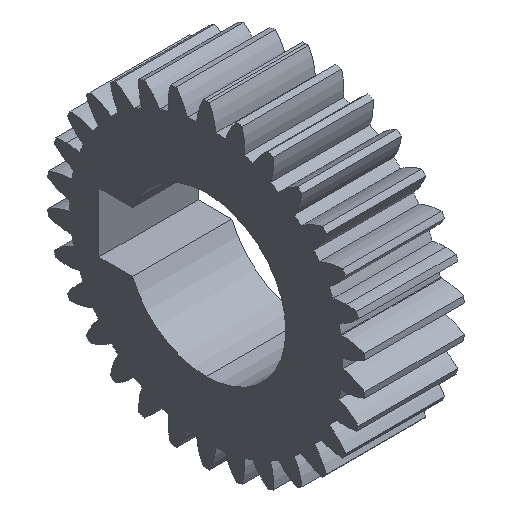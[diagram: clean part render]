
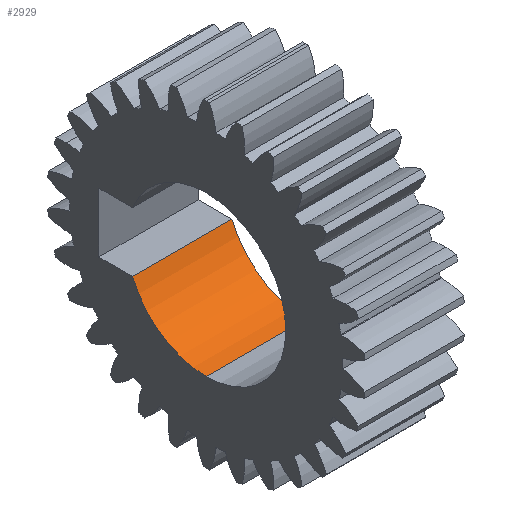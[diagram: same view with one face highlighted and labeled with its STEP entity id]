
A CAD part, isometric view. The second image highlights one B-rep face of the part: STEP entity #2929.
In plain terms, the highlighted cylindrical face has radius 4 mm (diameter 8 mm), a partial arc.
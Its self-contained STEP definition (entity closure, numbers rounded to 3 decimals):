
#105 = CIRCLE ( 'NONE', #2729, 4. ) ;
#344 = LINE ( 'NONE', #2131, #870 ) ;
#542 = DIRECTION ( 'NONE',  ( -1., 0., 0. ) ) ;
#718 = VECTOR ( 'NONE', #1126, 1000. ) ;
#870 = VECTOR ( 'NONE', #2555, 1000. ) ;
#1000 = AXIS2_PLACEMENT_3D ( 'NONE', #4290, #2512, #2885 ) ;
#1126 = DIRECTION ( 'NONE',  ( -1., 0., 0. ) ) ;
#1227 = CARTESIAN_POINT ( 'NONE',  ( 50., 0., 0. ) ) ;
#1237 = ORIENTED_EDGE ( 'NONE', *, *, #2306, .T. ) ;
#1267 = CARTESIAN_POINT ( 'NONE',  ( 5., 3.708, -1.5 ) ) ;
#1350 = VERTEX_POINT ( 'NONE', #3113 ) ;
#1381 = DIRECTION ( 'NONE',  ( -1., 0., 0. ) ) ;
#1585 = CARTESIAN_POINT ( 'NONE',  ( 0., 0., -4. ) ) ;
#1734 = DIRECTION ( 'NONE',  ( 0., 0., -1. ) ) ;
#1746 = ORIENTED_EDGE ( 'NONE', *, *, #4051, .T. ) ;
#2059 = AXIS2_PLACEMENT_3D ( 'NONE', #1227, #542, #2664 ) ;
#2131 = CARTESIAN_POINT ( 'NONE',  ( 50., 3.708, -1.5 ) ) ;
#2186 = CARTESIAN_POINT ( 'NONE',  ( 50., 0., -4. ) ) ;
#2202 = VERTEX_POINT ( 'NONE', #1267 ) ;
#2203 = LINE ( 'NONE', #2186, #718 ) ;
#2306 = EDGE_CURVE ( 'NONE', #1350, #4149, #105, .T. ) ;
#2357 = EDGE_CURVE ( 'NONE', #3144, #2202, #3629, .T. ) ;
#2451 = ORIENTED_EDGE ( 'NONE', *, *, #3536, .F. ) ;
#2512 = DIRECTION ( 'NONE',  ( 1., 0., 0. ) ) ;
#2555 = DIRECTION ( 'NONE',  ( -1., 0., 0. ) ) ;
#2664 = DIRECTION ( 'NONE',  ( 0., 0., 1. ) ) ;
#2729 = AXIS2_PLACEMENT_3D ( 'NONE', #4334, #1381, #1734 ) ;
#2885 = DIRECTION ( 'NONE',  ( 0., 0., 1. ) ) ;
#2929 = ADVANCED_FACE ( 'NONE', ( #4462 ), #4436, .F. ) ;
#3113 = CARTESIAN_POINT ( 'NONE',  ( 0., 3.708, -1.5 ) ) ;
#3144 = VERTEX_POINT ( 'NONE', #4298 ) ;
#3411 = ORIENTED_EDGE ( 'NONE', *, *, #2357, .T. ) ;
#3536 = EDGE_CURVE ( 'NONE', #3144, #4149, #2203, .T. ) ;
#3629 = CIRCLE ( 'NONE', #1000, 4. ) ;
#4051 = EDGE_CURVE ( 'NONE', #2202, #1350, #344, .T. ) ;
#4053 = EDGE_LOOP ( 'NONE', ( #2451, #3411, #1746, #1237 ) ) ;
#4149 = VERTEX_POINT ( 'NONE', #1585 ) ;
#4290 = CARTESIAN_POINT ( 'NONE',  ( 5., 0., 0. ) ) ;
#4298 = CARTESIAN_POINT ( 'NONE',  ( 5., 0., -4. ) ) ;
#4334 = CARTESIAN_POINT ( 'NONE',  ( 0., 0., 0. ) ) ;
#4436 = CYLINDRICAL_SURFACE ( 'NONE', #2059, 4. ) ;
#4462 = FACE_OUTER_BOUND ( 'NONE', #4053, .T. ) ;
